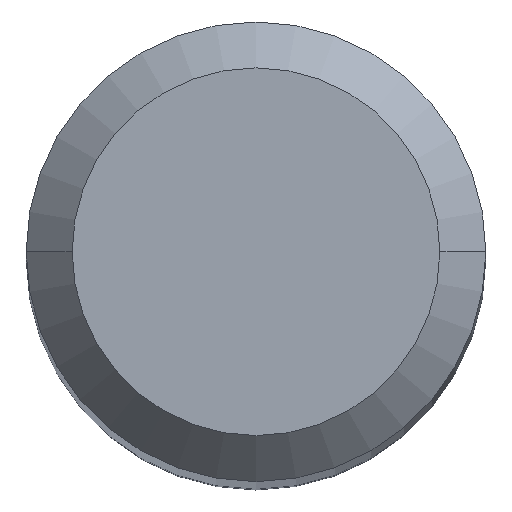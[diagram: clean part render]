
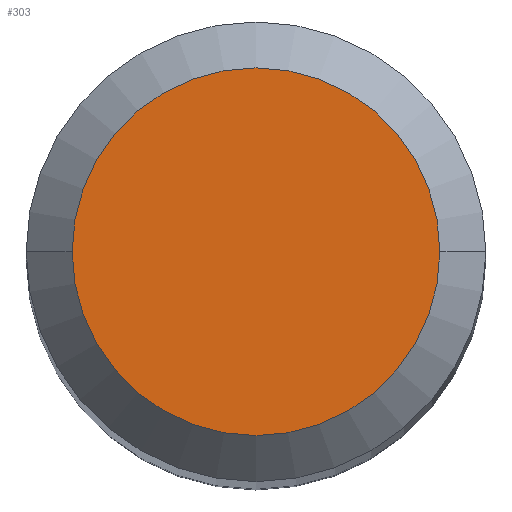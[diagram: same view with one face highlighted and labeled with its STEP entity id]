
A CAD part, top view. The second image highlights one B-rep face of the part: STEP entity #303.
In plain terms, the highlighted planar face has unit normal (0, 0, 1).
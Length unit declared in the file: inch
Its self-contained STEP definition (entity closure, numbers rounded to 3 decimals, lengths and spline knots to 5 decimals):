
#5 = VERTEX_POINT ( 'NONE', #102 ) ;
#15 = EDGE_CURVE ( 'NONE', #5, #416, #272, .T. ) ;
#19 = CARTESIAN_POINT ( 'NONE',  ( 0., 0., 0. ) ) ;
#21 = CIRCLE ( 'NONE', #425, 0.04724 ) ;
#23 = CARTESIAN_POINT ( 'NONE',  ( 0.04724, 0., 0. ) ) ;
#55 = FACE_OUTER_BOUND ( 'NONE', #76, .T. ) ;
#64 = AXIS2_PLACEMENT_3D ( 'NONE', #168, #138, #292 ) ;
#76 = EDGE_LOOP ( 'NONE', ( #197, #410 ) ) ;
#102 = CARTESIAN_POINT ( 'NONE',  ( -0.04724, 0., 0. ) ) ;
#138 = DIRECTION ( 'NONE',  ( 0., 0., 1. ) ) ;
#161 = CARTESIAN_POINT ( 'NONE',  ( 0., 0., 0. ) ) ;
#168 = CARTESIAN_POINT ( 'NONE',  ( 0., 0., 0. ) ) ;
#187 = AXIS2_PLACEMENT_3D ( 'NONE', #19, #238, #478 ) ;
#197 = ORIENTED_EDGE ( 'NONE', *, *, #15, .T. ) ;
#238 = DIRECTION ( 'NONE',  ( 0., 0., -1. ) ) ;
#272 = CIRCLE ( 'NONE', #64, 0.04724 ) ;
#292 = DIRECTION ( 'NONE',  ( 1., 0., 0. ) ) ;
#303 = ADVANCED_FACE ( 'NONE', ( #55 ), #356, .F. ) ;
#320 = DIRECTION ( 'NONE',  ( 1., 0., 0. ) ) ;
#325 = EDGE_CURVE ( 'NONE', #416, #5, #21, .T. ) ;
#356 = PLANE ( 'NONE',  #187 ) ;
#401 = DIRECTION ( 'NONE',  ( 0., 0., 1. ) ) ;
#410 = ORIENTED_EDGE ( 'NONE', *, *, #325, .T. ) ;
#416 = VERTEX_POINT ( 'NONE', #23 ) ;
#425 = AXIS2_PLACEMENT_3D ( 'NONE', #161, #401, #320 ) ;
#478 = DIRECTION ( 'NONE',  ( -1., 0., 0. ) ) ;
